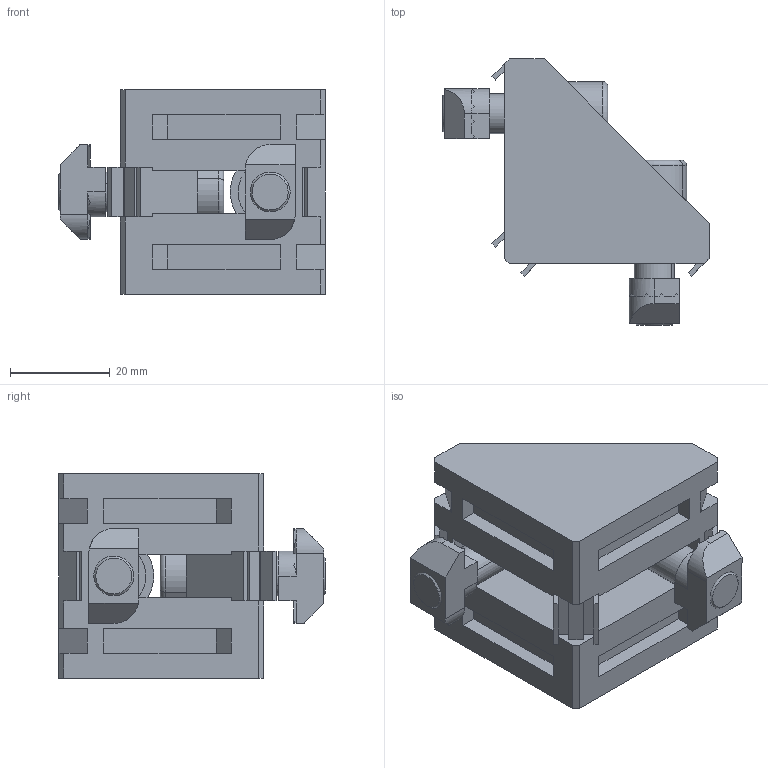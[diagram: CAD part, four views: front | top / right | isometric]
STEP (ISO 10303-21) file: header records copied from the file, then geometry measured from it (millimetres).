
FILE_DESCRIPTION (( 'STEP AP203' ), '1' );
FILE_NAME ('3.21.45.4545.STJ.STEP', '2014-06-24T06:06:26', ( 'USER' ), ( 'Microsoft' ), 'SwSTEP 2.0', 'SolidWorks 2012', '' );
FILE_SCHEMA (( 'CONFIG_CONTROL_DESIGN' ));
Length unit declared in the file: millimetre
Products named in the file (1): 3.21.45.4545.STJ
Bounding box: 53.3 x 53.3 x 41 mm (x, y, z)
Surface area: 15390.5 mm2 (no closed solid volume)
Topology: 0 solids, 9 shells, 194 faces, 595 edges, 400 vertices
Faces by surface type: plane 152, cylinder 26, cone 12, torus 4
Entity records: 6579 total; most frequent: CARTESIAN_POINT 1308, DIRECTION 1043, ORIENTED_EDGE 1037, EDGE_CURVE 591, VECTOR 453, LINE 453, VERTEX_POINT 400, AXIS2_PLACEMENT_3D 295
